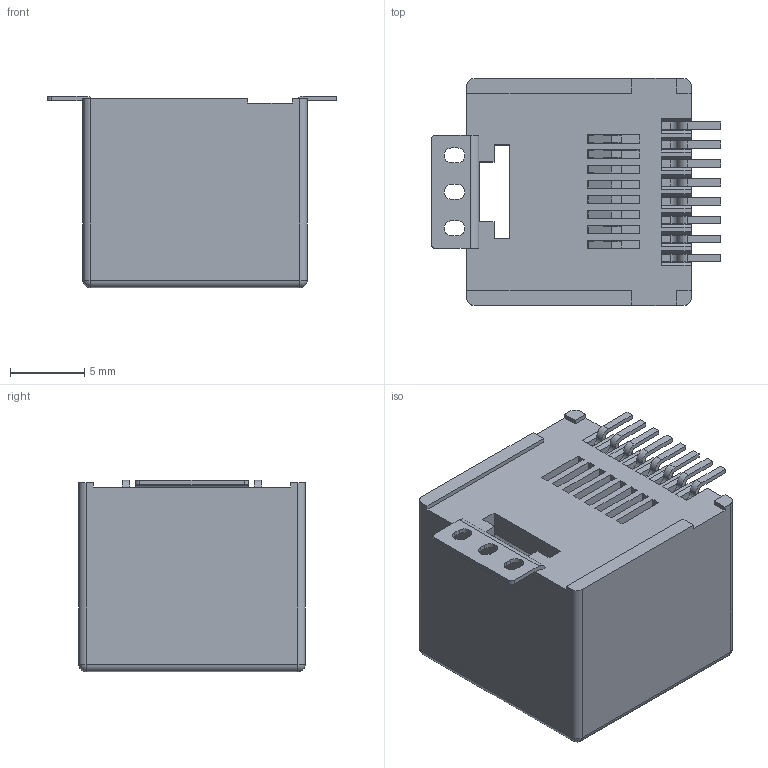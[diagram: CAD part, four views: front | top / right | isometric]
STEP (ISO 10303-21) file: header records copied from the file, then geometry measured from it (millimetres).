
FILE_DESCRIPTION(/* description */ (''),/* implementation_level */ '2;1');
FILE_NAME(/* name */ '855135113.stp',/* time_stamp */ '2023-02-12T19:12:38+03:00',/* author */ ('mesla'),/* organization */ (''),/* preprocessor_version */ 'ST-DEVELOPER v18',/* originating_system */ 'Autodesk Inventor 2020',/* authorisation */ '');
FILE_SCHEMA (('AUTOMOTIVE_DESIGN { 1 0 10303 214 3 1 1 }'));
Length unit declared in the file: millimetre
Products named in the file (1): 855135113
Bounding box: 19.48 x 15.24 x 12.85 mm (x, y, z)
Volume: 1744.2 mm3; surface area: 2219 mm2
Topology: 1 solids, 1 shells, 373 faces, 1089 edges, 718 vertices
Faces by surface type: plane 318, cylinder 51, sphere 4
Entity records: 12276 total; most frequent: CARTESIAN_POINT 2181, ORIENTED_EDGE 2178, DIRECTION 1941, EDGE_CURVE 1089, LINE 985, VECTOR 985, VERTEX_POINT 718, AXIS2_PLACEMENT_3D 478
